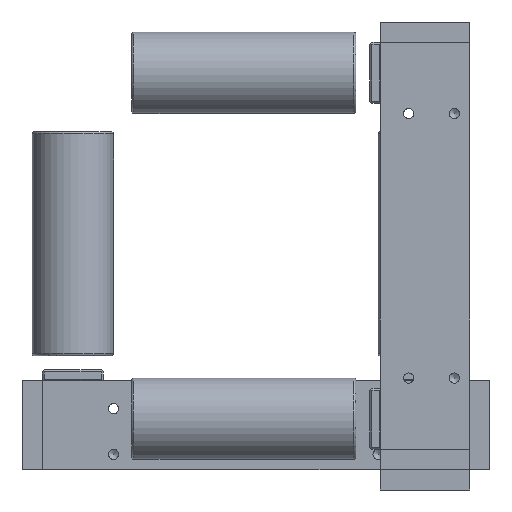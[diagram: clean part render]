
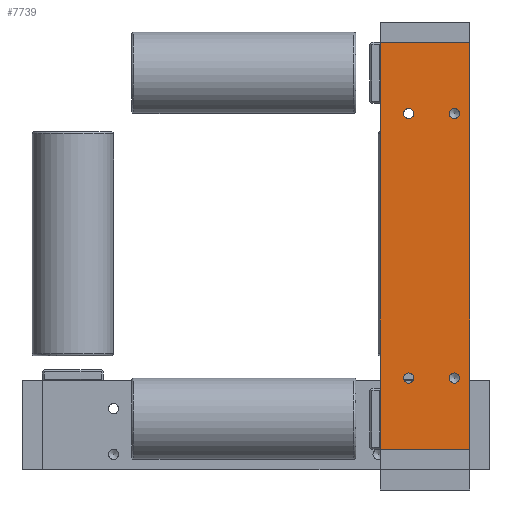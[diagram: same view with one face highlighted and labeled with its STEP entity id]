
A CAD part, left-side view. The second image highlights one B-rep face of the part: STEP entity #7739.
In plain terms, the highlighted planar face has unit normal (-1, 0, 0).
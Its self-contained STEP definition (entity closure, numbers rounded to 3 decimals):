
#104 = EDGE_CURVE ( 'NONE', #10319, #10319, #1726, .T. ) ;
#232 = CARTESIAN_POINT ( 'NONE',  ( -25., 44., 100. ) ) ;
#513 = EDGE_CURVE ( 'NONE', #9545, #9545, #10949, .T. ) ;
#618 = DIRECTION ( 'NONE',  ( 0., 0., -1. ) ) ;
#663 = CARTESIAN_POINT ( 'NONE',  ( -25., 30., 67.5 ) ) ;
#946 = CARTESIAN_POINT ( 'NONE',  ( -25., 7.5, -65. ) ) ;
#1217 = CARTESIAN_POINT ( 'NONE',  ( -25., 44., -100. ) ) ;
#1726 = CIRCLE ( 'NONE', #13437, 2.5 ) ;
#1811 = CARTESIAN_POINT ( 'NONE',  ( -25., 44., 100. ) ) ;
#2039 = AXIS2_PLACEMENT_3D ( 'NONE', #4187, #15943, #9593 ) ;
#2940 = ORIENTED_EDGE ( 'NONE', *, *, #104, .F. ) ;
#3494 = LINE ( 'NONE', #232, #19704 ) ;
#3657 = AXIS2_PLACEMENT_3D ( 'NONE', #5286, #7607, #10511 ) ;
#4187 = CARTESIAN_POINT ( 'NONE',  ( -25., 30., -65. ) ) ;
#4285 = CARTESIAN_POINT ( 'NONE',  ( -25., 0., 100. ) ) ;
#4903 = FACE_BOUND ( 'NONE', #25104, .T. ) ;
#4910 = VERTEX_POINT ( 'NONE', #37709 ) ;
#5286 = CARTESIAN_POINT ( 'NONE',  ( -25., 44., 100. ) ) ;
#5740 = CARTESIAN_POINT ( 'NONE',  ( -25., 7.5, 65. ) ) ;
#5888 = VECTOR ( 'NONE', #31464, 1000. ) ;
#6419 = LINE ( 'NONE', #4285, #28399 ) ;
#6762 = VERTEX_POINT ( 'NONE', #1811 ) ;
#7186 = CIRCLE ( 'NONE', #14577, 2.5 ) ;
#7607 = DIRECTION ( 'NONE',  ( 1., 0., 0. ) ) ;
#7739 = ADVANCED_FACE ( 'NONE', ( #4903, #28025, #36942, #28408, #28602 ), #8177, .F. ) ;
#8177 = PLANE ( 'NONE',  #3657 ) ;
#9395 = DIRECTION ( 'NONE',  ( 0., -1., 0. ) ) ;
#9545 = VERTEX_POINT ( 'NONE', #21304 ) ;
#9593 = DIRECTION ( 'NONE',  ( 0., 0., 1. ) ) ;
#10319 = VERTEX_POINT ( 'NONE', #663 ) ;
#10431 = EDGE_CURVE ( 'NONE', #4910, #4910, #37168, .T. ) ;
#10511 = DIRECTION ( 'NONE',  ( 0., 1., 0. ) ) ;
#10949 = CIRCLE ( 'NONE', #11581, 2.5 ) ;
#11581 = AXIS2_PLACEMENT_3D ( 'NONE', #946, #13323, #30855 ) ;
#11869 = EDGE_CURVE ( 'NONE', #30691, #35708, #6419, .T. ) ;
#12011 = DIRECTION ( 'NONE',  ( 0., 0., -1. ) ) ;
#12924 = EDGE_LOOP ( 'NONE', ( #19660, #17665, #24512, #33072 ) ) ;
#13323 = DIRECTION ( 'NONE',  ( -1., 0., 0. ) ) ;
#13437 = AXIS2_PLACEMENT_3D ( 'NONE', #31514, #13963, #25704 ) ;
#13963 = DIRECTION ( 'NONE',  ( -1., 0., 0. ) ) ;
#14301 = ORIENTED_EDGE ( 'NONE', *, *, #10431, .F. ) ;
#14577 = AXIS2_PLACEMENT_3D ( 'NONE', #5740, #35060, #20402 ) ;
#14897 = CARTESIAN_POINT ( 'NONE',  ( -25., 7.5, 67.5 ) ) ;
#15083 = VERTEX_POINT ( 'NONE', #14897 ) ;
#15178 = CARTESIAN_POINT ( 'NONE',  ( -25., 44., -100. ) ) ;
#15934 = EDGE_CURVE ( 'NONE', #15083, #15083, #7186, .T. ) ;
#15943 = DIRECTION ( 'NONE',  ( -1., 0., 0. ) ) ;
#16117 = EDGE_LOOP ( 'NONE', ( #35992 ) ) ;
#16354 = ORIENTED_EDGE ( 'NONE', *, *, #513, .F. ) ;
#16435 = VERTEX_POINT ( 'NONE', #1217 ) ;
#17040 = EDGE_CURVE ( 'NONE', #6762, #30691, #37089, .T. ) ;
#17408 = EDGE_CURVE ( 'NONE', #16435, #35708, #18078, .T. ) ;
#17544 = VECTOR ( 'NONE', #9395, 1000. ) ;
#17665 = ORIENTED_EDGE ( 'NONE', *, *, #11869, .F. ) ;
#18078 = LINE ( 'NONE', #15178, #17544 ) ;
#19660 = ORIENTED_EDGE ( 'NONE', *, *, #17408, .T. ) ;
#19704 = VECTOR ( 'NONE', #12011, 1000. ) ;
#20402 = DIRECTION ( 'NONE',  ( 0., 0., 1. ) ) ;
#21304 = CARTESIAN_POINT ( 'NONE',  ( -25., 7.5, -62.5 ) ) ;
#24512 = ORIENTED_EDGE ( 'NONE', *, *, #17040, .F. ) ;
#25104 = EDGE_LOOP ( 'NONE', ( #2940 ) ) ;
#25364 = CARTESIAN_POINT ( 'NONE',  ( -25., 0., 100. ) ) ;
#25704 = DIRECTION ( 'NONE',  ( 0., 0., 1. ) ) ;
#27988 = CARTESIAN_POINT ( 'NONE',  ( -25., 44., 100. ) ) ;
#28025 = FACE_BOUND ( 'NONE', #35091, .T. ) ;
#28399 = VECTOR ( 'NONE', #618, 1000. ) ;
#28408 = FACE_BOUND ( 'NONE', #16117, .T. ) ;
#28602 = FACE_OUTER_BOUND ( 'NONE', #12924, .T. ) ;
#28820 = EDGE_CURVE ( 'NONE', #6762, #16435, #3494, .T. ) ;
#29529 = CARTESIAN_POINT ( 'NONE',  ( -25., 0., -100. ) ) ;
#30691 = VERTEX_POINT ( 'NONE', #25364 ) ;
#30855 = DIRECTION ( 'NONE',  ( 0., 0., 1. ) ) ;
#31464 = DIRECTION ( 'NONE',  ( 0., -1., 0. ) ) ;
#31514 = CARTESIAN_POINT ( 'NONE',  ( -25., 30., 65. ) ) ;
#33002 = EDGE_LOOP ( 'NONE', ( #14301 ) ) ;
#33072 = ORIENTED_EDGE ( 'NONE', *, *, #28820, .T. ) ;
#35060 = DIRECTION ( 'NONE',  ( -1., 0., 0. ) ) ;
#35091 = EDGE_LOOP ( 'NONE', ( #16354 ) ) ;
#35708 = VERTEX_POINT ( 'NONE', #29529 ) ;
#35992 = ORIENTED_EDGE ( 'NONE', *, *, #15934, .F. ) ;
#36942 = FACE_BOUND ( 'NONE', #33002, .T. ) ;
#37089 = LINE ( 'NONE', #27988, #5888 ) ;
#37168 = CIRCLE ( 'NONE', #2039, 2.5 ) ;
#37709 = CARTESIAN_POINT ( 'NONE',  ( -25., 30., -62.5 ) ) ;
